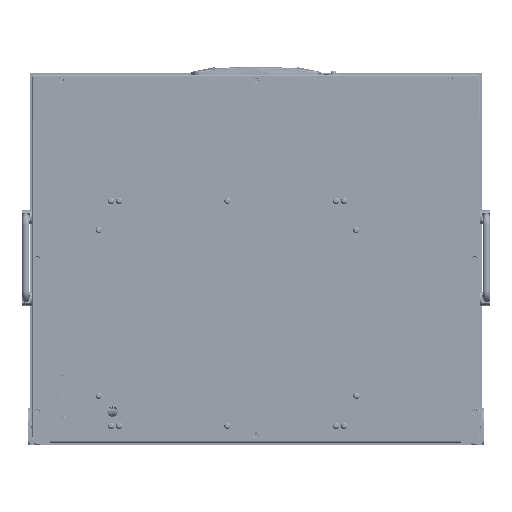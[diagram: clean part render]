
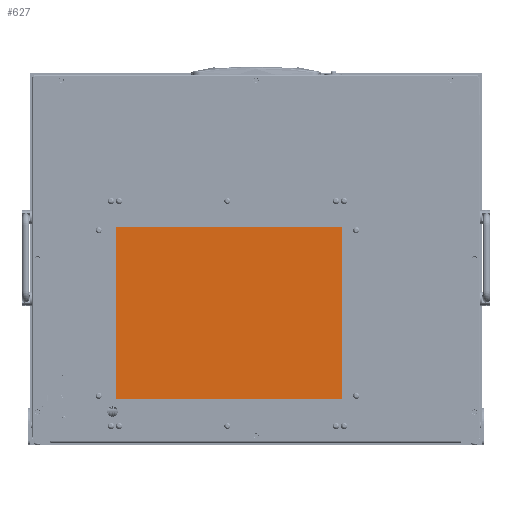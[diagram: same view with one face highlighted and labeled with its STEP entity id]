
A CAD part, front view. The second image highlights one B-rep face of the part: STEP entity #627.
In plain terms, the highlighted planar face has unit normal (0, -1, 0).
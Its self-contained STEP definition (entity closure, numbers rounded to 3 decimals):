
#627 = ADVANCED_FACE ( 'NONE', ( #74551 ), #25059, .T. ) ;
#9231 = CARTESIAN_POINT ( 'NONE',  ( 135.25, -4.5, 105.65 ) ) ;
#10292 = VERTEX_POINT ( 'NONE', #21661 ) ;
#13339 = DIRECTION ( 'NONE',  ( 0., 0., 1. ) ) ;
#15697 = ORIENTED_EDGE ( 'NONE', *, *, #74006, .T. ) ;
#15700 = ORIENTED_EDGE ( 'NONE', *, *, #42424, .T. ) ;
#21661 = CARTESIAN_POINT ( 'NONE',  ( -141.75, -4.5, -105.65 ) ) ;
#23879 = VECTOR ( 'NONE', #49559, 1000. ) ;
#24397 = CARTESIAN_POINT ( 'NONE',  ( -141.75, -4.5, 105.65 ) ) ;
#25059 = PLANE ( 'NONE',  #37406 ) ;
#25488 = VECTOR ( 'NONE', #56053, 1000. ) ;
#26212 = LINE ( 'NONE', #89020, #46327 ) ;
#26280 = EDGE_CURVE ( 'NONE', #56058, #56997, #40846, .T. ) ;
#28090 = CARTESIAN_POINT ( 'NONE',  ( 135.25, -4.5, 105.65 ) ) ;
#28415 = VECTOR ( 'NONE', #13339, 1000. ) ;
#29636 = ORIENTED_EDGE ( 'NONE', *, *, #26280, .T. ) ;
#31479 = DIRECTION ( 'NONE',  ( 0., -1., 0. ) ) ;
#34350 = ORIENTED_EDGE ( 'NONE', *, *, #39242, .T. ) ;
#37406 = AXIS2_PLACEMENT_3D ( 'NONE', #39720, #31479, #73208 ) ;
#39242 = EDGE_CURVE ( 'NONE', #56997, #81293, #43194, .T. ) ;
#39720 = CARTESIAN_POINT ( 'NONE',  ( 135.25, -4.5, 105.65 ) ) ;
#40846 = LINE ( 'NONE', #61931, #28415 ) ;
#42424 = EDGE_CURVE ( 'NONE', #10292, #56058, #26212, .T. ) ;
#43194 = LINE ( 'NONE', #28090, #25488 ) ;
#46327 = VECTOR ( 'NONE', #67504, 1000. ) ;
#49559 = DIRECTION ( 'NONE',  ( 0., 0., -1. ) ) ;
#50450 = LINE ( 'NONE', #69743, #23879 ) ;
#56053 = DIRECTION ( 'NONE',  ( -1., 0., 0. ) ) ;
#56058 = VERTEX_POINT ( 'NONE', #58498 ) ;
#56997 = VERTEX_POINT ( 'NONE', #9231 ) ;
#58498 = CARTESIAN_POINT ( 'NONE',  ( 135.25, -4.5, -105.65 ) ) ;
#61931 = CARTESIAN_POINT ( 'NONE',  ( 135.25, -4.5, -105.65 ) ) ;
#67504 = DIRECTION ( 'NONE',  ( 1., 0., 0. ) ) ;
#69743 = CARTESIAN_POINT ( 'NONE',  ( -141.75, -4.5, -105.65 ) ) ;
#70846 = EDGE_LOOP ( 'NONE', ( #29636, #34350, #15697, #15700 ) ) ;
#73208 = DIRECTION ( 'NONE',  ( 0., 0., -1. ) ) ;
#74006 = EDGE_CURVE ( 'NONE', #81293, #10292, #50450, .T. ) ;
#74551 = FACE_OUTER_BOUND ( 'NONE', #70846, .T. ) ;
#81293 = VERTEX_POINT ( 'NONE', #24397 ) ;
#89020 = CARTESIAN_POINT ( 'NONE',  ( 135.25, -4.5, -105.65 ) ) ;
